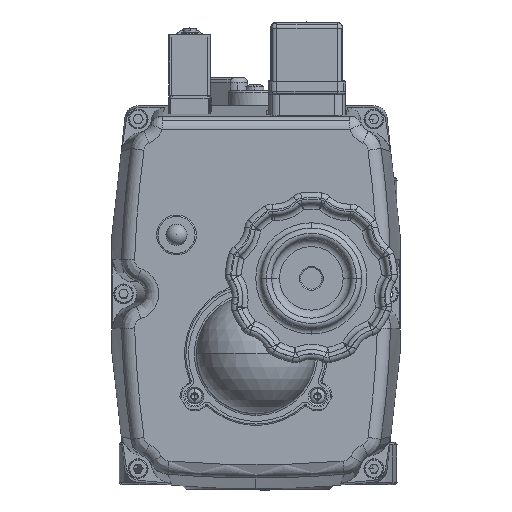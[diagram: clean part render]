
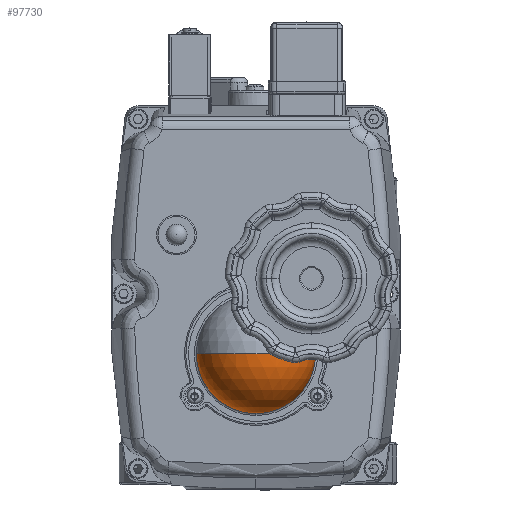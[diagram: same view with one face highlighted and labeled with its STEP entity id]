
A CAD part, left-side view. The second image highlights one B-rep face of the part: STEP entity #97730.
In plain terms, the highlighted spherical face has radius 22.5 mm.
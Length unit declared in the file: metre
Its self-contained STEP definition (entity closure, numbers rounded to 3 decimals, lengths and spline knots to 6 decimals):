
#1696 = DIRECTION ( 'NONE',  ( 0., 0., 1. ) ) ;
#3701 = ORIENTED_EDGE ( 'NONE', *, *, #50400, .T. ) ;
#4819 = CARTESIAN_POINT ( 'NONE',  ( -0.19706, 0.004443, 0.111408 ) ) ;
#10809 = CARTESIAN_POINT ( 'NONE',  ( -0.197832, 0.004443, 0.111408 ) ) ;
#11821 = ORIENTED_EDGE ( 'NONE', *, *, #108387, .F. ) ;
#14438 = AXIS2_PLACEMENT_3D ( 'NONE', #48076, #88147, #106821 ) ;
#18859 = AXIS2_PLACEMENT_3D ( 'NONE', #10809, #43291, #87148 ) ;
#20259 = DIRECTION ( 'NONE',  ( 0., 0., 1. ) ) ;
#25859 = EDGE_CURVE ( 'NONE', #88375, #53195, #57506, .T. ) ;
#28518 = CARTESIAN_POINT ( 'NONE',  ( -0.197832, -0.018043, 0.111408 ) ) ;
#30508 = DIRECTION ( 'NONE',  ( 0., 0., -1. ) ) ;
#30767 = CIRCLE ( 'NONE', #50054, 0.0225 ) ;
#34754 = SPHERICAL_SURFACE ( 'NONE', #50326, 0.0225 ) ;
#43291 = DIRECTION ( 'NONE',  ( 1., 0., 0. ) ) ;
#47584 = CARTESIAN_POINT ( 'NONE',  ( -0.197832, 0.004443, 0.088922 ) ) ;
#48076 = CARTESIAN_POINT ( 'NONE',  ( -0.197832, 0.004443, 0.111408 ) ) ;
#50054 = AXIS2_PLACEMENT_3D ( 'NONE', #73820, #30508, #56289 ) ;
#50326 = AXIS2_PLACEMENT_3D ( 'NONE', #78037, #1696, #69280 ) ;
#50400 = EDGE_CURVE ( 'NONE', #88375, #79052, #30767, .T. ) ;
#51627 = CARTESIAN_POINT ( 'NONE',  ( -0.197832, 0.02693, 0.111408 ) ) ;
#52151 = EDGE_CURVE ( 'NONE', #59088, #79052, #79940, .T. ) ;
#53195 = VERTEX_POINT ( 'NONE', #47584 ) ;
#56289 = DIRECTION ( 'NONE',  ( 0., 1., 0. ) ) ;
#57506 = CIRCLE ( 'NONE', #18859, 0.022487 ) ;
#59088 = VERTEX_POINT ( 'NONE', #51627 ) ;
#59914 = ORIENTED_EDGE ( 'NONE', *, *, #25859, .F. ) ;
#69280 = DIRECTION ( 'NONE',  ( 0., -1., 0. ) ) ;
#73820 = CARTESIAN_POINT ( 'NONE',  ( -0.19706, 0.004443, 0.111408 ) ) ;
#77474 = FACE_OUTER_BOUND ( 'NONE', #96244, .T. ) ;
#77526 = CIRCLE ( 'NONE', #14438, 0.022487 ) ;
#78037 = CARTESIAN_POINT ( 'NONE',  ( -0.19706, 0.004443, 0.111408 ) ) ;
#79052 = VERTEX_POINT ( 'NONE', #88570 ) ;
#79940 = CIRCLE ( 'NONE', #104629, 0.0225 ) ;
#83075 = ORIENTED_EDGE ( 'NONE', *, *, #52151, .F. ) ;
#87148 = DIRECTION ( 'NONE',  ( 0., 1., 0. ) ) ;
#88147 = DIRECTION ( 'NONE',  ( 1., 0., 0. ) ) ;
#88375 = VERTEX_POINT ( 'NONE', #28518 ) ;
#88570 = CARTESIAN_POINT ( 'NONE',  ( -0.21956, 0.004443, 0.111408 ) ) ;
#96244 = EDGE_LOOP ( 'NONE', ( #83075, #11821, #59914, #3701 ) ) ;
#97730 = ADVANCED_FACE ( 'NONE', ( #77474 ), #34754, .T. ) ;
#103727 = DIRECTION ( 'NONE',  ( 0., -1., 0. ) ) ;
#104629 = AXIS2_PLACEMENT_3D ( 'NONE', #4819, #20259, #103727 ) ;
#106821 = DIRECTION ( 'NONE',  ( 0., 1., 0. ) ) ;
#108387 = EDGE_CURVE ( 'NONE', #53195, #59088, #77526, .T. ) ;
